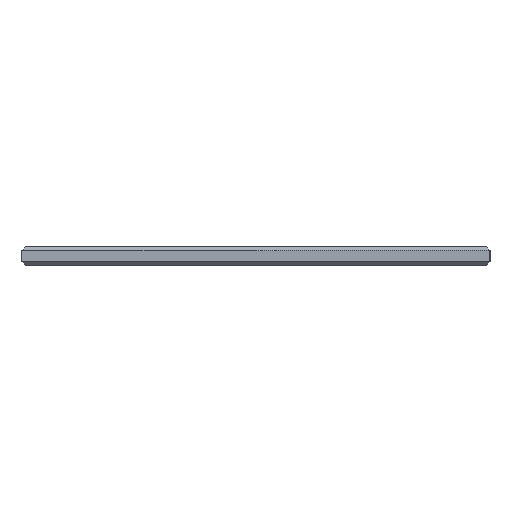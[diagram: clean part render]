
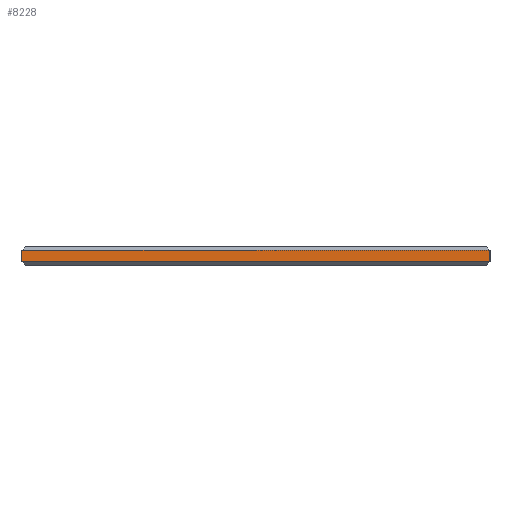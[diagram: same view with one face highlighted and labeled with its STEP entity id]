
A CAD part, left-side view. The second image highlights one B-rep face of the part: STEP entity #8228.
In plain terms, the highlighted planar face has unit normal (-1, 0, 0).
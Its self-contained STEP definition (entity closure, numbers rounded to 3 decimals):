
#147 = EDGE_CURVE ( 'NONE', #4753, #3429, #2557, .T. ) ;
#694 = LINE ( 'NONE', #3162, #5858 ) ;
#751 = VECTOR ( 'NONE', #1388, 1000. ) ;
#821 = CARTESIAN_POINT ( 'NONE',  ( -18., 12.5, -0.3 ) ) ;
#1388 = DIRECTION ( 'NONE',  ( 0., 0., -1. ) ) ;
#1497 = CARTESIAN_POINT ( 'NONE',  ( -18., -12.5, 0.3 ) ) ;
#1640 = LINE ( 'NONE', #7592, #8386 ) ;
#2382 = DIRECTION ( 'NONE',  ( 1., 0., 0. ) ) ;
#2470 = CARTESIAN_POINT ( 'NONE',  ( -18., -12.5, -0.3 ) ) ;
#2526 = VERTEX_POINT ( 'NONE', #8318 ) ;
#2557 = LINE ( 'NONE', #5477, #751 ) ;
#2597 = ORIENTED_EDGE ( 'NONE', *, *, #8602, .T. ) ;
#3069 = CARTESIAN_POINT ( 'NONE',  ( -18., 12.5, 0.3 ) ) ;
#3162 = CARTESIAN_POINT ( 'NONE',  ( -18., 12.5, 0.5 ) ) ;
#3429 = VERTEX_POINT ( 'NONE', #2470 ) ;
#3653 = CARTESIAN_POINT ( 'NONE',  ( -18., 12.5, 0.5 ) ) ;
#3725 = DIRECTION ( 'NONE',  ( 0., 1., 0. ) ) ;
#3824 = DIRECTION ( 'NONE',  ( 0., 0., -1. ) ) ;
#4223 = AXIS2_PLACEMENT_3D ( 'NONE', #3653, #2382, #7079 ) ;
#4753 = VERTEX_POINT ( 'NONE', #1497 ) ;
#5477 = CARTESIAN_POINT ( 'NONE',  ( -18., -12.5, 0.5 ) ) ;
#5730 = ORIENTED_EDGE ( 'NONE', *, *, #8324, .T. ) ;
#5736 = ORIENTED_EDGE ( 'NONE', *, *, #147, .F. ) ;
#5789 = ORIENTED_EDGE ( 'NONE', *, *, #8718, .T. ) ;
#5858 = VECTOR ( 'NONE', #3824, 1000. ) ;
#6178 = VECTOR ( 'NONE', #3725, 1000. ) ;
#6286 = FACE_OUTER_BOUND ( 'NONE', #7965, .T. ) ;
#6415 = PLANE ( 'NONE',  #4223 ) ;
#6953 = VERTEX_POINT ( 'NONE', #821 ) ;
#7079 = DIRECTION ( 'NONE',  ( 0., 0., -1. ) ) ;
#7592 = CARTESIAN_POINT ( 'NONE',  ( -18., 12.5, -0.3 ) ) ;
#7965 = EDGE_LOOP ( 'NONE', ( #5730, #2597, #5736, #5789 ) ) ;
#7975 = LINE ( 'NONE', #3069, #6178 ) ;
#8228 = ADVANCED_FACE ( 'NONE', ( #6286 ), #6415, .F. ) ;
#8264 = DIRECTION ( 'NONE',  ( 0., -1., 0. ) ) ;
#8318 = CARTESIAN_POINT ( 'NONE',  ( -18., 12.5, 0.3 ) ) ;
#8324 = EDGE_CURVE ( 'NONE', #2526, #6953, #694, .T. ) ;
#8386 = VECTOR ( 'NONE', #8264, 1000. ) ;
#8602 = EDGE_CURVE ( 'NONE', #6953, #3429, #1640, .T. ) ;
#8718 = EDGE_CURVE ( 'NONE', #4753, #2526, #7975, .T. ) ;
